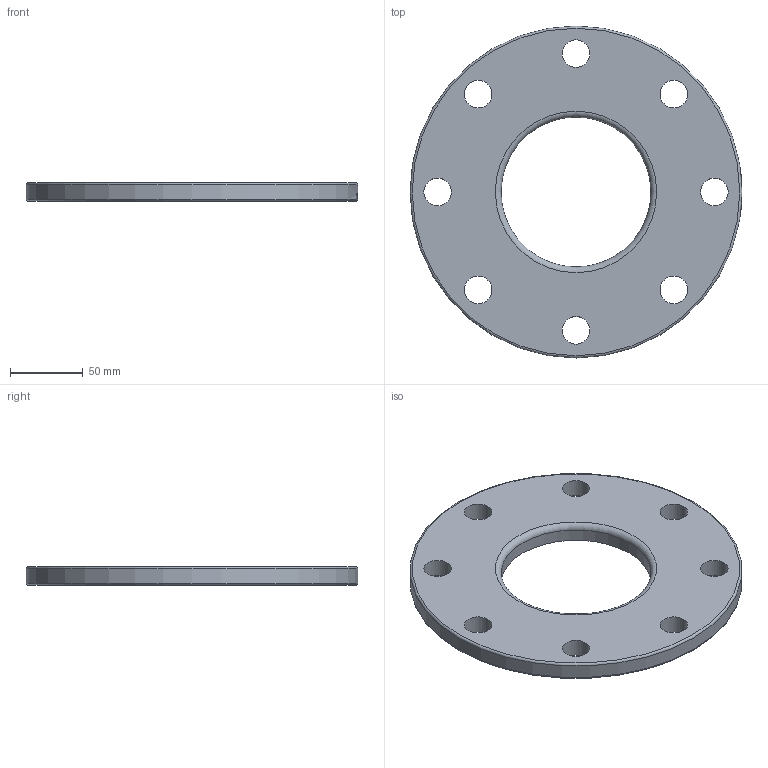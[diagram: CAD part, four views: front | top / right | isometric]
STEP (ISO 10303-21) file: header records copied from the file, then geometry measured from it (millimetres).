
FILE_DESCRIPTION(/* description */ (''),/* implementation_level */ '2;1');
FILE_NAME(/* name */ '38SL-4.stp',/* time_stamp */ '2018-11-20T11:41:57-05:00',/* author */ ('ken'),/* organization */ (''),/* preprocessor_version */ 'ST-DEVELOPER v15.2',/* originating_system */ 'Autodesk Inventor 2014',/* authorisation */ '');
FILE_SCHEMA (('AUTOMOTIVE_DESIGN { 1 0 10303 214 3 1 1 }'));
Length unit declared in the file: inch
Products named in the file (1): 38SL-4
Bounding box: 228.6 x 228.6 x 12.7 mm (x, y, z)
Volume: 384230.7 mm3; surface area: 78659.7 mm2
Topology: 1 solids, 1 shells, 338 faces, 915 edges, 609 vertices
Faces by surface type: bspline 173, plane 120, cylinder 42, torus 3
Full cylindrical faces by diameter (mm): 19.05 x8, 103.2 x1, 228.6 x1
Entity records: 13998 total; most frequent: CARTESIAN_POINT 6534, ORIENTED_EDGE 1792, DIRECTION 1031, EDGE_CURVE 896, VERTEX_POINT 605, EDGE_LOOP 399, LINE 399, VECTOR 399
